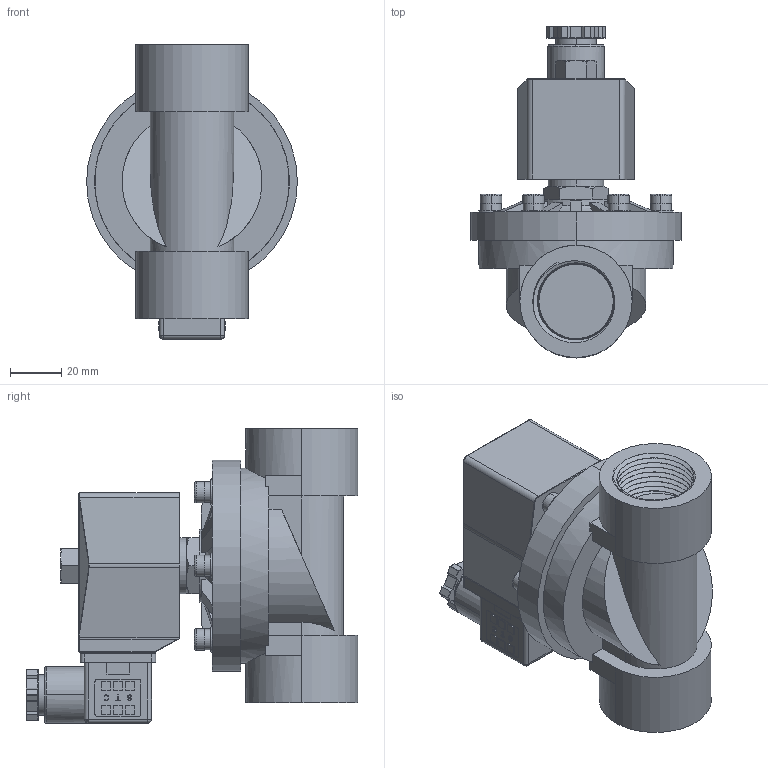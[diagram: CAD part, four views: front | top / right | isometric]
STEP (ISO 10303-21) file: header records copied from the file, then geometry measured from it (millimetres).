
FILE_DESCRIPTION (( 'STEP AP214' ), '1' );
FILE_NAME ('2P250-1-2-D.STEP', '2018-06-22T20:43:15', ( '' ), ( '' ), 'SwSTEP 2.0', 'SolidWorks 2016', '' );
FILE_SCHEMA (( 'AUTOMOTIVE_DESIGN' ));
Length unit declared in the file: millimetre
Products named in the file (1): 2P250-1-2-D
Bounding box: 82.55 x 129.96 x 115.48 mm (x, y, z)
Volume: 325310.7 mm3; surface area: 71742.2 mm2
Topology: 9 solids, 9 shells, 1222 faces, 3738 edges, 2555 vertices
Faces by surface type: plane 611, cylinder 375, bspline 150, cone 74, torus 12
Entity records: 92136 total; most frequent: CARTESIAN_POINT 47878, ORIENTED_EDGE 7392, DIRECTION 5004, EDGE_CURVE 3696, VERTEX_POINT 2555, LINE 1920, VECTOR 1920, AXIS2_PLACEMENT_3D 1542
